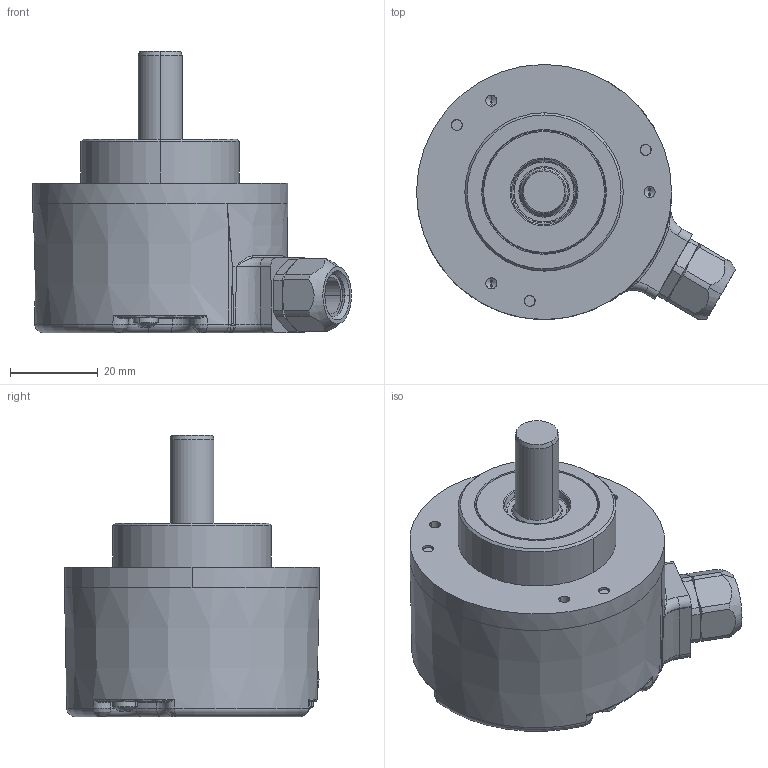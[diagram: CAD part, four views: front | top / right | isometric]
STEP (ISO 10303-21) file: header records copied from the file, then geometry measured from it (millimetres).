
FILE_DESCRIPTION((''),'2;1');
FILE_NAME('392783','2010-11-10T',('se2802'),(''),'PRO/ENGINEER BY PARAMETRIC TECHNOLOGY CORPORATION, 2010180','PRO/ENGINEER BY PARAMETRIC TECHNOLOGY CORPORATION, 2010180','');
FILE_SCHEMA(('CONFIG_CONTROL_DESIGN'));
Products named in the file (1): 392783
Bounding box: 72.52 x 58 x 64 mm (x, y, z)
Volume: 56939.6 mm3; surface area: 36695.9 mm2
Topology: 1 solids, 1 shells, 1294 faces, 3483 edges, 2226 vertices
Faces by surface type: plane 390, extrusion 324, cylinder 224, cone 179, torus 87, bspline 82, sphere 8
Entity records: 49532 total; most frequent: CARTESIAN_POINT 19478, ORIENTED_EDGE 6946, DIRECTION 5044, EDGE_CURVE 3473, VERTEX_POINT 2226, AXIS2_PLACEMENT_3D 1797, B_SPLINE_CURVE_WITH_KNOTS 1762, VECTOR 1450
